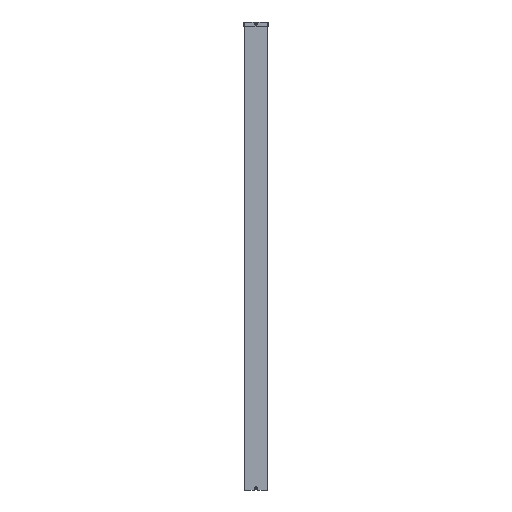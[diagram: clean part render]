
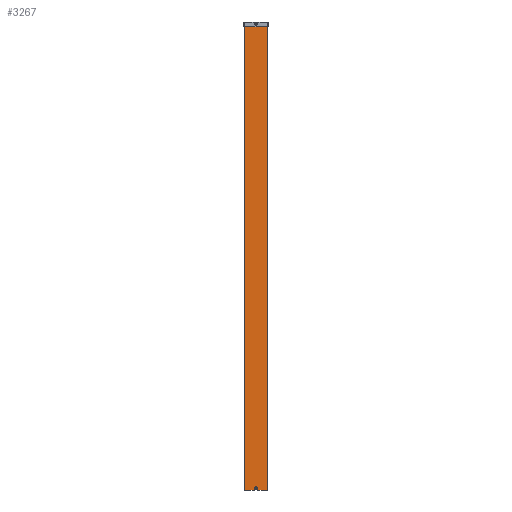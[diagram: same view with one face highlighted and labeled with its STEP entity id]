
A CAD part, front view. The second image highlights one B-rep face of the part: STEP entity #3267.
In plain terms, the highlighted planar face has unit normal (0, -1, 0).
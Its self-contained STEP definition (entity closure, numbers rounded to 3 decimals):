
#47 = EDGE_CURVE ( 'NONE', #892, #3727, #2962, .T. ) ;
#62 = CARTESIAN_POINT ( 'NONE',  ( 75., 0., 0. ) ) ;
#87 = CARTESIAN_POINT ( 'NONE',  ( 74., 0., -2969. ) ) ;
#102 = ORIENTED_EDGE ( 'NONE', *, *, #3239, .T. ) ;
#160 = VECTOR ( 'NONE', #2725, 1000. ) ;
#240 = EDGE_CURVE ( 'NONE', #1279, #1154, #1242, .T. ) ;
#302 = CARTESIAN_POINT ( 'NONE',  ( -74., 0., 0. ) ) ;
#310 = DIRECTION ( 'NONE',  ( 0.707, 0., 0.707 ) ) ;
#326 = ORIENTED_EDGE ( 'NONE', *, *, #47, .T. ) ;
#385 = DIRECTION ( 'NONE',  ( 0., 0., 1. ) ) ;
#404 = ORIENTED_EDGE ( 'NONE', *, *, #3958, .T. ) ;
#410 = CARTESIAN_POINT ( 'NONE',  ( 74., 0., -2969. ) ) ;
#430 = CARTESIAN_POINT ( 'NONE',  ( 11.061, 0., -2968.854 ) ) ;
#538 = DIRECTION ( 'NONE',  ( 1., 0., 0. ) ) ;
#551 = ORIENTED_EDGE ( 'NONE', *, *, #555, .T. ) ;
#555 = EDGE_CURVE ( 'NONE', #888, #6067, #5915, .T. ) ;
#608 = CARTESIAN_POINT ( 'NONE',  ( 11.414, 0., -2968.5 ) ) ;
#626 = DIRECTION ( 'NONE',  ( 0., -1., 0. ) ) ;
#645 = EDGE_CURVE ( 'NONE', #6067, #5361, #1857, .T. ) ;
#650 = DIRECTION ( 'NONE',  ( 1., 0., 0. ) ) ;
#692 = ORIENTED_EDGE ( 'NONE', *, *, #645, .T. ) ;
#696 = LINE ( 'NONE', #410, #2914 ) ;
#780 = EDGE_LOOP ( 'NONE', ( #2383, #4911, #326, #1344, #4622, #3874, #2755, #5292, #404, #551, #692, #1950, #5867 ) ) ;
#843 = CARTESIAN_POINT ( 'NONE',  ( 74., 0., 0. ) ) ;
#888 = VERTEX_POINT ( 'NONE', #5965 ) ;
#892 = VERTEX_POINT ( 'NONE', #5978 ) ;
#948 = CARTESIAN_POINT ( 'NONE',  ( 0., 0., -2955. ) ) ;
#1031 = PLANE ( 'NONE',  #4890 ) ;
#1052 = CARTESIAN_POINT ( 'NONE',  ( 10.5, 0., -2969. ) ) ;
#1154 = VERTEX_POINT ( 'NONE', #430 ) ;
#1175 = EDGE_CURVE ( 'NONE', #3727, #2246, #696, .T. ) ;
#1178 = CARTESIAN_POINT ( 'NONE',  ( -11.414, 0., -2969. ) ) ;
#1195 = CARTESIAN_POINT ( 'NONE',  ( -11.414, 0., -2968.5 ) ) ;
#1242 = LINE ( 'NONE', #3517, #160 ) ;
#1255 = VECTOR ( 'NONE', #2388, 1000. ) ;
#1279 = VERTEX_POINT ( 'NONE', #2460 ) ;
#1344 = ORIENTED_EDGE ( 'NONE', *, *, #1175, .T. ) ;
#1421 = DIRECTION ( 'NONE',  ( -1., 0., 0. ) ) ;
#1441 = CARTESIAN_POINT ( 'NONE',  ( -10.5, 0., -2969. ) ) ;
#1464 = CARTESIAN_POINT ( 'NONE',  ( -75., 0., -2968.5 ) ) ;
#1484 = DIRECTION ( 'NONE',  ( 0., 1., 0. ) ) ;
#1498 = DIRECTION ( 'NONE',  ( 0., 1., 0. ) ) ;
#1538 = DIRECTION ( 'NONE',  ( -1., 0., 0. ) ) ;
#1540 = EDGE_CURVE ( 'NONE', #5614, #3921, #2084, .T. ) ;
#1545 = DIRECTION ( 'NONE',  ( -1., 0., 0. ) ) ;
#1570 = VECTOR ( 'NONE', #5200, 1000. ) ;
#1677 = AXIS2_PLACEMENT_3D ( 'NONE', #1195, #4531, #1691 ) ;
#1691 = DIRECTION ( 'NONE',  ( 1., 0., 0. ) ) ;
#1730 = EDGE_CURVE ( 'NONE', #1154, #892, #5858, .T. ) ;
#1734 = CARTESIAN_POINT ( 'NONE',  ( -75., 0., -2969. ) ) ;
#1759 = DIRECTION ( 'NONE',  ( 1., 0., 0. ) ) ;
#1774 = VECTOR ( 'NONE', #538, 1000. ) ;
#1857 = CIRCLE ( 'NONE', #3382, 0.5 ) ;
#1881 = CARTESIAN_POINT ( 'NONE',  ( 10.5, 0., -2968.5 ) ) ;
#1948 = VECTOR ( 'NONE', #1759, 1000. ) ;
#1950 = ORIENTED_EDGE ( 'NONE', *, *, #2421, .T. ) ;
#1977 = CARTESIAN_POINT ( 'NONE',  ( -10.854, 0., -2968.646 ) ) ;
#1983 = CIRCLE ( 'NONE', #1677, 0.5 ) ;
#1985 = DIRECTION ( 'NONE',  ( 0., 0., 1. ) ) ;
#1995 = CARTESIAN_POINT ( 'NONE',  ( 75., 0., -2969. ) ) ;
#2006 = VECTOR ( 'NONE', #5070, 1000. ) ;
#2081 = CIRCLE ( 'NONE', #4570, 0.5 ) ;
#2084 = LINE ( 'NONE', #1734, #1948 ) ;
#2246 = VERTEX_POINT ( 'NONE', #843 ) ;
#2288 = CARTESIAN_POINT ( 'NONE',  ( -10.5, 0., -2968.5 ) ) ;
#2335 = EDGE_CURVE ( 'NONE', #2663, #2246, #2834, .T. ) ;
#2383 = ORIENTED_EDGE ( 'NONE', *, *, #240, .T. ) ;
#2388 = DIRECTION ( 'NONE',  ( 1., 0., 0. ) ) ;
#2397 = LINE ( 'NONE', #5746, #6018 ) ;
#2421 = EDGE_CURVE ( 'NONE', #5361, #5460, #4907, .T. ) ;
#2456 = ORIENTED_EDGE ( 'NONE', *, *, #3621, .T. ) ;
#2460 = CARTESIAN_POINT ( 'NONE',  ( 10.854, 0., -2968.646 ) ) ;
#2461 = DIRECTION ( 'NONE',  ( 1., 0., 0. ) ) ;
#2663 = VERTEX_POINT ( 'NONE', #4921 ) ;
#2725 = DIRECTION ( 'NONE',  ( 0.707, 0., -0.707 ) ) ;
#2755 = ORIENTED_EDGE ( 'NONE', *, *, #5583, .F. ) ;
#2834 = LINE ( 'NONE', #5650, #1570 ) ;
#2914 = VECTOR ( 'NONE', #385, 1000. ) ;
#2962 = LINE ( 'NONE', #4893, #2006 ) ;
#2982 = AXIS2_PLACEMENT_3D ( 'NONE', #4345, #1498, #4810 ) ;
#3156 = EDGE_LOOP ( 'NONE', ( #102, #2456 ) ) ;
#3239 = EDGE_CURVE ( 'NONE', #3896, #4724, #3947, .T. ) ;
#3267 = ADVANCED_FACE ( 'NONE', ( #4612, #5857 ), #1031, .T. ) ;
#3269 = EDGE_CURVE ( 'NONE', #5460, #1279, #2081, .T. ) ;
#3382 = AXIS2_PLACEMENT_3D ( 'NONE', #1441, #1484, #1545 ) ;
#3395 = VERTEX_POINT ( 'NONE', #302 ) ;
#3405 = VECTOR ( 'NONE', #310, 1000. ) ;
#3462 = CARTESIAN_POINT ( 'NONE',  ( -74., 0., -2969. ) ) ;
#3517 = CARTESIAN_POINT ( 'NONE',  ( 11.207, 0., -2969. ) ) ;
#3595 = CIRCLE ( 'NONE', #5092, 7.3 ) ;
#3621 = EDGE_CURVE ( 'NONE', #4724, #3896, #3595, .T. ) ;
#3727 = VERTEX_POINT ( 'NONE', #87 ) ;
#3737 = CARTESIAN_POINT ( 'NONE',  ( 7.3, 0., -2955. ) ) ;
#3860 = AXIS2_PLACEMENT_3D ( 'NONE', #608, #626, #650 ) ;
#3874 = ORIENTED_EDGE ( 'NONE', *, *, #4762, .F. ) ;
#3896 = VERTEX_POINT ( 'NONE', #5908 ) ;
#3921 = VERTEX_POINT ( 'NONE', #1178 ) ;
#3947 = CIRCLE ( 'NONE', #2982, 7.3 ) ;
#3958 = EDGE_CURVE ( 'NONE', #3921, #888, #1983, .T. ) ;
#4269 = DIRECTION ( 'NONE',  ( 0., 1., 0. ) ) ;
#4345 = CARTESIAN_POINT ( 'NONE',  ( 0., 0., -2955. ) ) ;
#4392 = DIRECTION ( 'NONE',  ( 0., 1., 0. ) ) ;
#4455 = CARTESIAN_POINT ( 'NONE',  ( -11.207, 0., -2969. ) ) ;
#4531 = DIRECTION ( 'NONE',  ( 0., -1., 0. ) ) ;
#4570 = AXIS2_PLACEMENT_3D ( 'NONE', #1052, #4392, #1538 ) ;
#4612 = FACE_BOUND ( 'NONE', #3156, .T. ) ;
#4622 = ORIENTED_EDGE ( 'NONE', *, *, #2335, .F. ) ;
#4724 = VERTEX_POINT ( 'NONE', #3737 ) ;
#4762 = EDGE_CURVE ( 'NONE', #3395, #2663, #5545, .T. ) ;
#4810 = DIRECTION ( 'NONE',  ( -1., 0., 0. ) ) ;
#4890 = AXIS2_PLACEMENT_3D ( 'NONE', #1995, #5313, #2461 ) ;
#4893 = CARTESIAN_POINT ( 'NONE',  ( -75., 0., -2969. ) ) ;
#4907 = LINE ( 'NONE', #1464, #1255 ) ;
#4911 = ORIENTED_EDGE ( 'NONE', *, *, #1730, .T. ) ;
#4921 = CARTESIAN_POINT ( 'NONE',  ( 0., 0., 0. ) ) ;
#5070 = DIRECTION ( 'NONE',  ( 1., 0., 0. ) ) ;
#5092 = AXIS2_PLACEMENT_3D ( 'NONE', #948, #4269, #1421 ) ;
#5200 = DIRECTION ( 'NONE',  ( 1., 0., 0. ) ) ;
#5292 = ORIENTED_EDGE ( 'NONE', *, *, #1540, .T. ) ;
#5313 = DIRECTION ( 'NONE',  ( 0., -1., 0. ) ) ;
#5361 = VERTEX_POINT ( 'NONE', #2288 ) ;
#5460 = VERTEX_POINT ( 'NONE', #1881 ) ;
#5545 = LINE ( 'NONE', #62, #1774 ) ;
#5583 = EDGE_CURVE ( 'NONE', #5614, #3395, #2397, .T. ) ;
#5614 = VERTEX_POINT ( 'NONE', #3462 ) ;
#5650 = CARTESIAN_POINT ( 'NONE',  ( -74., 0., 0. ) ) ;
#5746 = CARTESIAN_POINT ( 'NONE',  ( -74., 0., -2969. ) ) ;
#5857 = FACE_OUTER_BOUND ( 'NONE', #780, .T. ) ;
#5858 = CIRCLE ( 'NONE', #3860, 0.5 ) ;
#5867 = ORIENTED_EDGE ( 'NONE', *, *, #3269, .T. ) ;
#5908 = CARTESIAN_POINT ( 'NONE',  ( -7.3, 0., -2955. ) ) ;
#5915 = LINE ( 'NONE', #4455, #3405 ) ;
#5965 = CARTESIAN_POINT ( 'NONE',  ( -11.061, 0., -2968.854 ) ) ;
#5978 = CARTESIAN_POINT ( 'NONE',  ( 11.414, 0., -2969. ) ) ;
#6018 = VECTOR ( 'NONE', #1985, 1000. ) ;
#6067 = VERTEX_POINT ( 'NONE', #1977 ) ;
